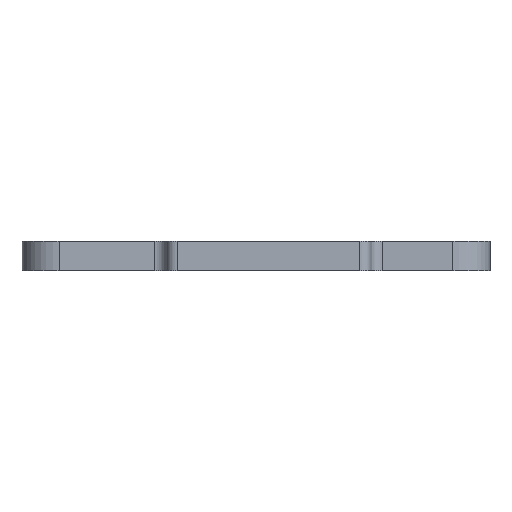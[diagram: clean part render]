
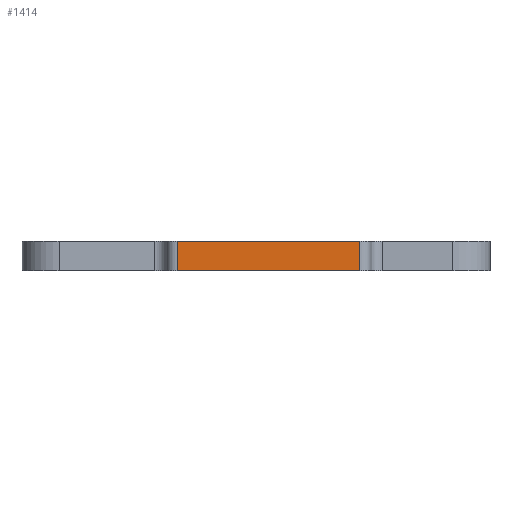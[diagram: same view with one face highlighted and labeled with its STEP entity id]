
A CAD part, left-side view. The second image highlights one B-rep face of the part: STEP entity #1414.
In plain terms, the highlighted planar face has unit normal (-1, 0, 0).
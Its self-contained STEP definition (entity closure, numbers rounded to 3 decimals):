
#155 = VERTEX_POINT('',#156);
#156 = CARTESIAN_POINT('',(-56.3,7.1,0.));
#163 = EDGE_CURVE('',#155,#164,#166,.T.);
#164 = VERTEX_POINT('',#165);
#165 = CARTESIAN_POINT('',(-56.3,-17.47,0.));
#166 = LINE('',#167,#168);
#167 = CARTESIAN_POINT('',(-56.3,7.1,0.));
#168 = VECTOR('',#169,1.);
#169 = DIRECTION('',(0.,-1.,0.));
#1371 = VERTEX_POINT('',#1372);
#1372 = CARTESIAN_POINT('',(-56.3,7.1,4.));
#1379 = EDGE_CURVE('',#155,#1371,#1380,.T.);
#1380 = LINE('',#1381,#1382);
#1381 = CARTESIAN_POINT('',(-56.3,7.1,0.));
#1382 = VECTOR('',#1383,1.);
#1383 = DIRECTION('',(0.,0.,1.));
#1414 = ADVANCED_FACE('',(#1415),#1433,.F.);
#1415 = FACE_BOUND('',#1416,.F.);
#1416 = EDGE_LOOP('',(#1417,#1418,#1426,#1432));
#1417 = ORIENTED_EDGE('',*,*,#1379,.T.);
#1418 = ORIENTED_EDGE('',*,*,#1419,.T.);
#1419 = EDGE_CURVE('',#1371,#1420,#1422,.T.);
#1420 = VERTEX_POINT('',#1421);
#1421 = CARTESIAN_POINT('',(-56.3,-17.47,4.));
#1422 = LINE('',#1423,#1424);
#1423 = CARTESIAN_POINT('',(-56.3,7.1,4.));
#1424 = VECTOR('',#1425,1.);
#1425 = DIRECTION('',(0.,-1.,0.));
#1426 = ORIENTED_EDGE('',*,*,#1427,.F.);
#1427 = EDGE_CURVE('',#164,#1420,#1428,.T.);
#1428 = LINE('',#1429,#1430);
#1429 = CARTESIAN_POINT('',(-56.3,-17.47,0.));
#1430 = VECTOR('',#1431,1.);
#1431 = DIRECTION('',(0.,0.,1.));
#1432 = ORIENTED_EDGE('',*,*,#163,.F.);
#1433 = PLANE('',#1434);
#1434 = AXIS2_PLACEMENT_3D('',#1435,#1436,#1437);
#1435 = CARTESIAN_POINT('',(-56.3,7.1,0.));
#1436 = DIRECTION('',(1.,0.,0.));
#1437 = DIRECTION('',(0.,-1.,0.));
